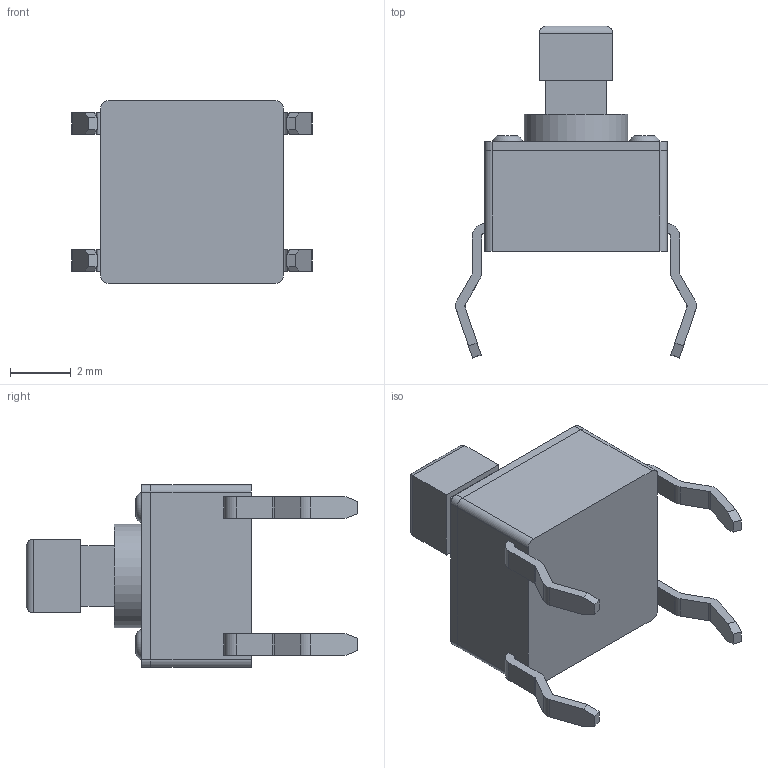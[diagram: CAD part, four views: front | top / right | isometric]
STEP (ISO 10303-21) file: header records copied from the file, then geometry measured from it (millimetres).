
FILE_DESCRIPTION(('FreeCAD Model'),'2;1');
FILE_NAME('Open CASCADE Shape Model','2025-02-24T16:50:03',(''),(''), 'Open CASCADE STEP processor 7.8','FreeCAD','Unknown');
FILE_SCHEMA(('AUTOMOTIVE_DESIGN { 1 0 10303 214 1 1 1 1 }'));
Length unit declared in the file: millimetre
Products named in the file (8): _825967_1; Body005; Body004; Body004 (Mirror #2); Body003; Body003 (Mirror #1); Body001; Body
Assembly tree (7 placements, depth 2):
  _825967_1
    Body005
    Body004
    Body004 (Mirror #2)
    Body003
    Body003 (Mirror #1)
    Body001
    Body
Bounding box: 7.9 x 10.9 x 6 mm (x, y, z)
Volume: 156.6 mm3; surface area: 325.1 mm2
Topology: 7 solids, 7 shells, 125 faces, 307 edges, 202 vertices
Faces by surface type: plane 76, cylinder 45, torus 4
Full cylindrical faces by diameter (mm): 1 x8, 3.4 x1
Entity records: 3905 total; most frequent: DIRECTION 667, CARTESIAN_POINT 642, ORIENTED_EDGE 614, EDGE_CURVE 307, AXIS2_PLACEMENT_3D 227, LINE 213, VECTOR 213, VERTEX_POINT 202
